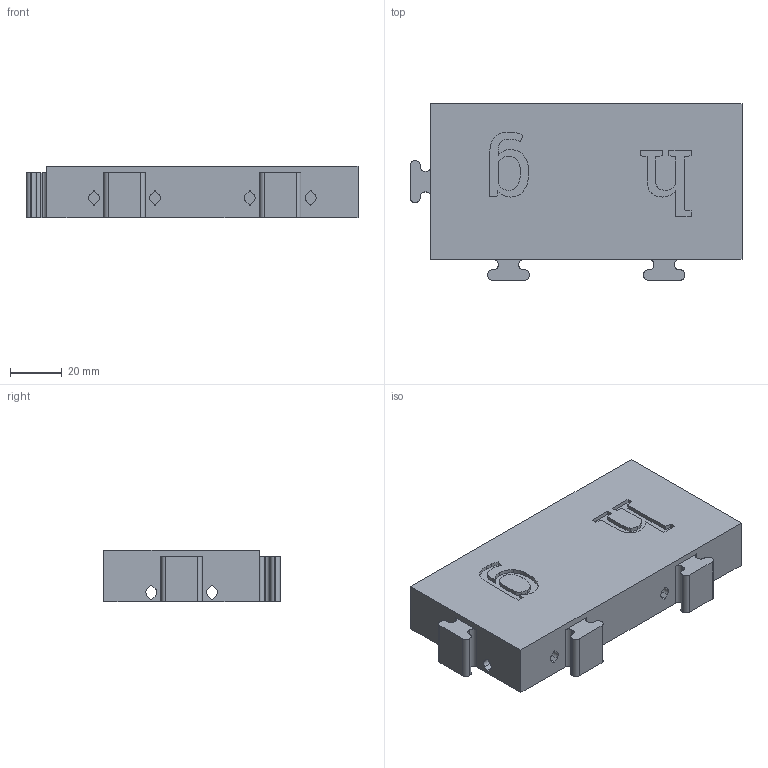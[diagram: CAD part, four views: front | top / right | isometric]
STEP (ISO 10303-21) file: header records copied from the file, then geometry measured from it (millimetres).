
FILE_DESCRIPTION(/* description */ ('STEP AP242','CAx-IF Rec.Pracs.---Representation and Presentation of Product Manufacturing Information (PMI)---4.0---2014-10-13','CAx-IF Rec.Pracs.---3D Tessellated Geometry---0.4---2014-09-14','2;1'),/* implementation_level */ '2;1');
FILE_NAME(/* name */ '68bcfec89f9deb15017b99d4',/* time_stamp */ '2025-09-07T03:40:56Z',/* author */ (''),/* organization */ (''),/* preprocessor_version */ 'ST-DEVELOPER v20',/* originating_system */ 'ONSHAPE BY PTC INC, 1.203',/* authorisation */ ' ');
FILE_SCHEMA (('AP242_MANAGED_MODEL_BASED_3D_ENGINEERING_MIM_LF { 1 0 10303 442 1 1 4 }'));
Length unit declared in the file: metre
Products named in the file (1): FE2x1-TTFS-ChessCoord-hg
Bounding box: 127.95 x 67.97 x 20 mm (x, y, z)
Volume: 132424.5 mm3; surface area: 32811.2 mm2
Topology: 1 solids, 1 shells, 325 faces, 984 edges, 642 vertices
Faces by surface type: plane 197, cylinder 95, bspline 31, cone 2
Full cylindrical faces by diameter (mm): 14 x2
Entity records: 11216 total; most frequent: CARTESIAN_POINT 2369, ORIENTED_EDGE 1960, DIRECTION 1708, EDGE_CURVE 980, LINE 678, VECTOR 678, VERTEX_POINT 642, AXIS2_PLACEMENT_3D 515
